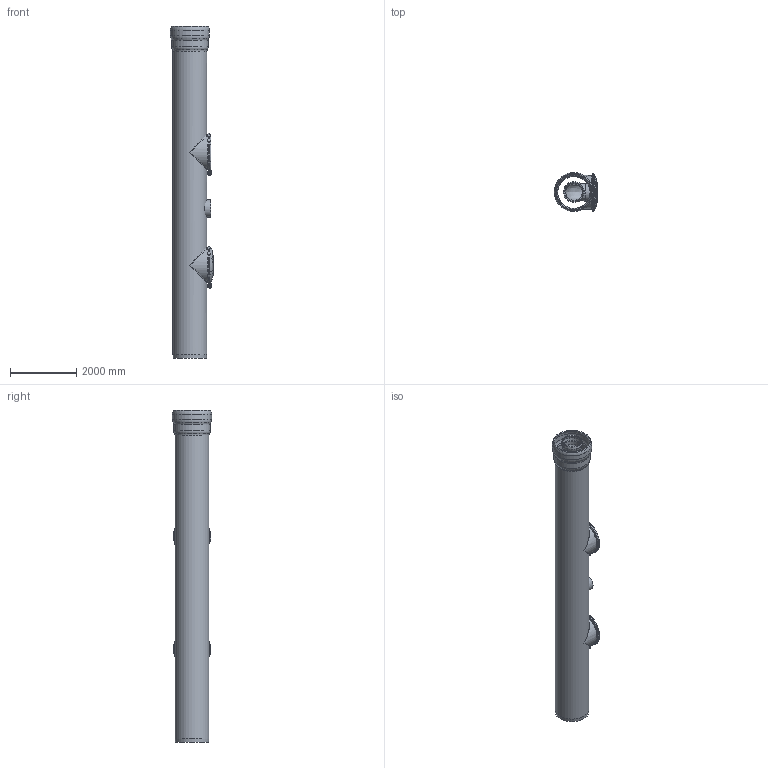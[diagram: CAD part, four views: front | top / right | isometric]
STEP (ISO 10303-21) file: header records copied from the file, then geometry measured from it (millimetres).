
FILE_DESCRIPTION(/* description */ (''),/* implementation_level */ '2;1');
FILE_NAME(/* name */ '13503.100X_3D.stp',/* time_stamp */ '2024-12-11T14:47:15+01:00',/* author */ ('CAD'),/* organization */ (''),/* preprocessor_version */ 'ST-DEVELOPER v20',/* originating_system */ 'AutoCAD Mechanical',/* authorisation */ '');
FILE_SCHEMA (('AUTOMOTIVE_DESIGN { 1 0 10303 214 3 1 1 }'));
Length unit declared in the file: centimetre
Products named in the file (2): Product; *S0
Assembly tree (1 placements, depth 2):
  Product
    *S0
Bounding box: 1309.31 x 1180 x 10000 mm (x, y, z)
Volume: 885777004.9 mm3; surface area: 93074701.1 mm2
Topology: 17 solids, 17 shells, 400 faces, 1063 edges, 686 vertices
Faces by surface type: plane 139, cylinder 93, cone 89, torus 53, bspline 18, sphere 8
Full cylindrical faces by diameter (mm): 60 x4, 70 x2, 95.545 x2, 100 x4, 499.993 x1, 500 x1, 529.993 x2, 530 x1, 560 x1, 590 x1, 600 x1, 630 x1, 936 x1, 960 x3, 980 x1, 1020 x1, 1060 x1, 1090 x2, 1100 x1, 1140 x1, 1180 x1
Entity records: 16949 total; most frequent: CARTESIAN_POINT 6931, ORIENTED_EDGE 2092, DIRECTION 2081, EDGE_CURVE 1046, AXIS2_PLACEMENT_3D 838, VERTEX_POINT 684, EDGE_LOOP 472, LINE 405
